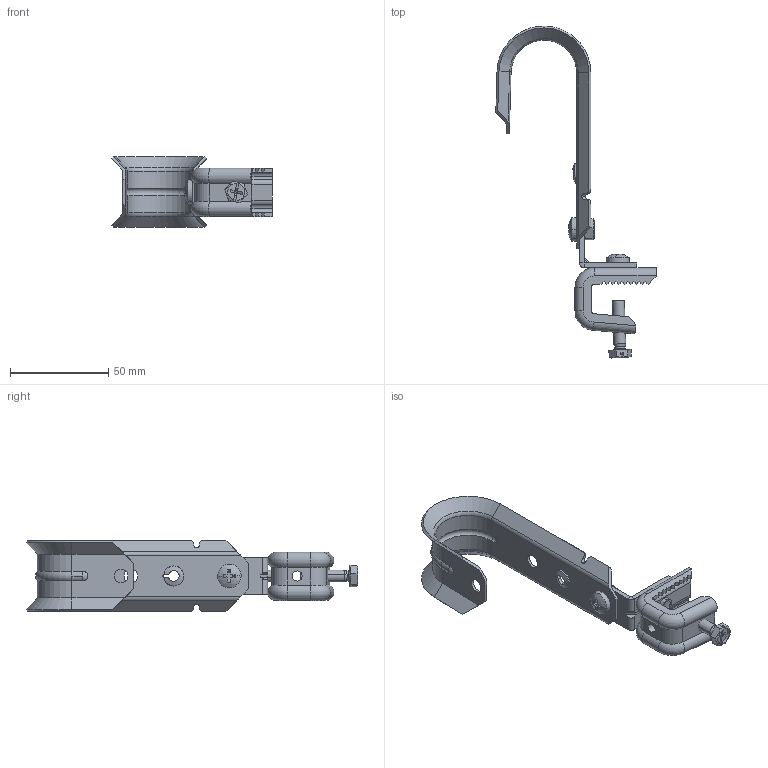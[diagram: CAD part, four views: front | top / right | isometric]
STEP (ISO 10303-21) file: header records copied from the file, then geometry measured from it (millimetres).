
FILE_DESCRIPTION (( 'STEP AP203' ), '1' );
FILE_NAME ('WJH21ACPBC.STEP', '2024-03-27T01:16:17', ( '' ), ( '' ), 'SwSTEP 2.0', 'SolidWorks 2021', '' );
FILE_SCHEMA (( 'CONFIG_CONTROL_DESIGN' ));
Length unit declared in the file: millimetre
Products named in the file (7): ZQJH21-0001; PBC; cross recessed pan head screws gb_GB_CROSS_SCREWS_TYPE1 M6X8-8  H type-N; hex nuts, style 1-grades ab gb_GB_FASTENER_NUT_SNAB1 M6-N; 1.4-20 葩磁羞_GB_FASTENER_BOLT_CRHHI M6X25-N; WJH21ACPBC; ZAB14
Assembly tree (7 placements, depth 2):
  WJH21ACPBC
    ZAB14
    PBC
    1.4-20 葩磁羞_GB_FASTENER_BOLT_CRHHI M6X25-N
    cross recessed pan head screws gb_GB_CROSS_SCREWS_TYPE1 M6X8-8  H type-N  x2
    hex nuts, style 1-grades ab gb_GB_FASTENER_NUT_SNAB1 M6-N
    ZQJH21-0001
Bounding box: 81.49 x 168.69 x 35.98 mm (x, y, z)
Volume: 19777.5 mm3; surface area: 25521.8 mm2
Topology: 7 solids, 7 shells, 342 faces, 862 edges, 540 vertices
Faces by surface type: plane 179, cylinder 110, cone 19, torus 18, sphere 8, bspline 8
Entity records: 10677 total; most frequent: CARTESIAN_POINT 2370, ORIENTED_EDGE 1592, DIRECTION 1569, EDGE_CURVE 796, AXIS2_PLACEMENT_3D 540, VERTEX_POINT 496, LINE 489, VECTOR 489
